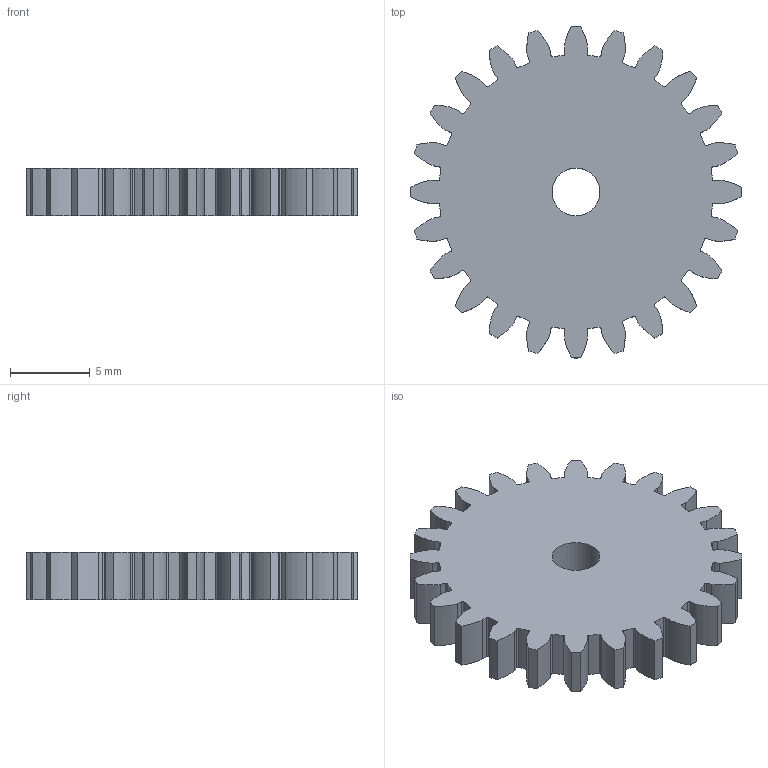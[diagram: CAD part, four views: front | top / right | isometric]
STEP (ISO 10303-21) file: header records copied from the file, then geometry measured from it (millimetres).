
FILE_DESCRIPTION(/* description */ (''),/* implementation_level */ '2;1');
FILE_NAME(/* name */ 'Spur Gear (24 teeth).stp',/* time_stamp */ '2017-06-07T01:01:51+09:00',/* author */ (''),/* organization */ (''),/* preprocessor_version */ 'ST-DEVELOPER v16.13',/* originating_system */ 'Autodesk Translation Framework v6.1.1.50',/* authorisation */ '');
FILE_SCHEMA (('AUTOMOTIVE_DESIGN { 1 0 10303 214 3 1 1 }'));
Length unit declared in the file: millimetre
Products named in the file (1): Spur Gear (24 teeth)
Bounding box: 20.8 x 20.8 x 3 mm (x, y, z)
Volume: 830.3 mm3; surface area: 955.5 mm2
Topology: 1 solids, 1 shells, 195 faces, 579 edges, 386 vertices
Faces by surface type: cylinder 97, plane 50, bspline 48
Full cylindrical faces by diameter (mm): 3 x1
Entity records: 20384 total; most frequent: CARTESIAN_POINT 15416, ORIENTED_EDGE 1156, DIRECTION 972, EDGE_CURVE 578, VERTEX_POINT 386, AXIS2_PLACEMENT_3D 342, LINE 288, VECTOR 288
